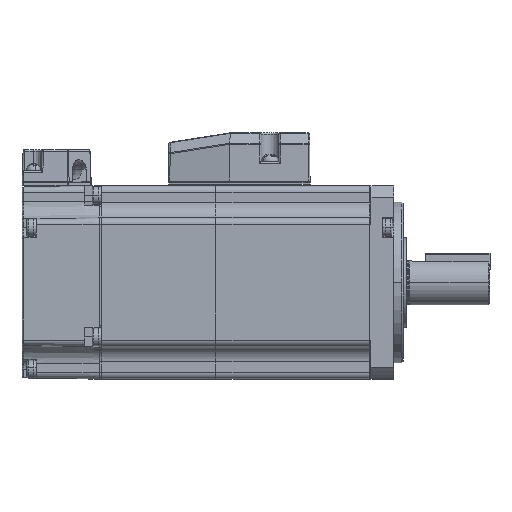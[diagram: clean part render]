
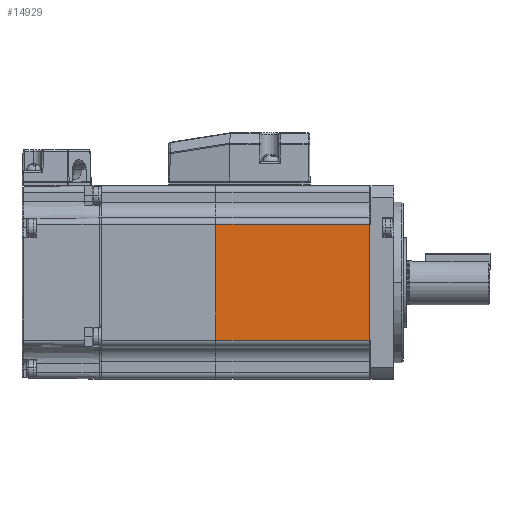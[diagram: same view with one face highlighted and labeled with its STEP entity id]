
A CAD part, top view. The second image highlights one B-rep face of the part: STEP entity #14929.
In plain terms, the highlighted planar face has unit normal (0, 0, 1).
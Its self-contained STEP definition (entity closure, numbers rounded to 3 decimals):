
#464 = CARTESIAN_POINT ( 'NONE',  ( 11.608, -10.537, 90. ) ) ;
#1790 = EDGE_CURVE ( 'NONE', #25417, #10264, #10904, .T. ) ;
#2358 = CARTESIAN_POINT ( 'NONE',  ( -36.092, -10.537, 90. ) ) ;
#2407 = VECTOR ( 'NONE', #25890, 1000. ) ;
#3947 = CARTESIAN_POINT ( 'NONE',  ( 11.608, 25.463, 90. ) ) ;
#4748 = CARTESIAN_POINT ( 'NONE',  ( -36.092, 25.463, 90. ) ) ;
#5694 = EDGE_CURVE ( 'NONE', #10814, #25034, #25242, .T. ) ;
#6013 = DIRECTION ( 'NONE',  ( -1., 0., 0. ) ) ;
#6972 = FACE_OUTER_BOUND ( 'NONE', #16922, .T. ) ;
#8197 = EDGE_CURVE ( 'NONE', #10264, #25034, #23771, .T. ) ;
#9421 = CARTESIAN_POINT ( 'NONE',  ( 11.608, 25.463, 90. ) ) ;
#10261 = VECTOR ( 'NONE', #16167, 1000. ) ;
#10264 = VERTEX_POINT ( 'NONE', #4748 ) ;
#10540 = ORIENTED_EDGE ( 'NONE', *, *, #1790, .T. ) ;
#10814 = VERTEX_POINT ( 'NONE', #21048 ) ;
#10904 = LINE ( 'NONE', #9421, #10261 ) ;
#11342 = ORIENTED_EDGE ( 'NONE', *, *, #19549, .F. ) ;
#13925 = LINE ( 'NONE', #19134, #24249 ) ;
#14929 = ADVANCED_FACE ( 'NONE', ( #6972 ), #16356, .F. ) ;
#16167 = DIRECTION ( 'NONE',  ( -1., 0., 0. ) ) ;
#16240 = ORIENTED_EDGE ( 'NONE', *, *, #5694, .F. ) ;
#16356 = PLANE ( 'NONE',  #18128 ) ;
#16922 = EDGE_LOOP ( 'NONE', ( #20899, #16240, #11342, #10540 ) ) ;
#17566 = CARTESIAN_POINT ( 'NONE',  ( -36.092, 25.463, 90. ) ) ;
#18128 = AXIS2_PLACEMENT_3D ( 'NONE', #3947, #18435, #6013 ) ;
#18435 = DIRECTION ( 'NONE',  ( 0., 0., -1. ) ) ;
#19134 = CARTESIAN_POINT ( 'NONE',  ( 11.608, 25.463, 90. ) ) ;
#19549 = EDGE_CURVE ( 'NONE', #25417, #10814, #13925, .T. ) ;
#19716 = VECTOR ( 'NONE', #25565, 1000. ) ;
#20899 = ORIENTED_EDGE ( 'NONE', *, *, #8197, .T. ) ;
#21048 = CARTESIAN_POINT ( 'NONE',  ( 11.608, -10.537, 90. ) ) ;
#23076 = CARTESIAN_POINT ( 'NONE',  ( 11.608, 25.463, 90. ) ) ;
#23298 = DIRECTION ( 'NONE',  ( 0., -1., 0. ) ) ;
#23771 = LINE ( 'NONE', #17566, #2407 ) ;
#24249 = VECTOR ( 'NONE', #23298, 1000. ) ;
#25034 = VERTEX_POINT ( 'NONE', #2358 ) ;
#25242 = LINE ( 'NONE', #464, #19716 ) ;
#25417 = VERTEX_POINT ( 'NONE', #23076 ) ;
#25565 = DIRECTION ( 'NONE',  ( -1., 0., 0. ) ) ;
#25890 = DIRECTION ( 'NONE',  ( 0., -1., 0. ) ) ;
